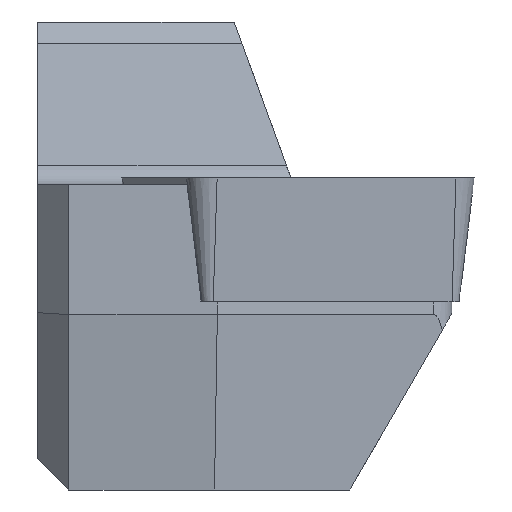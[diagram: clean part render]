
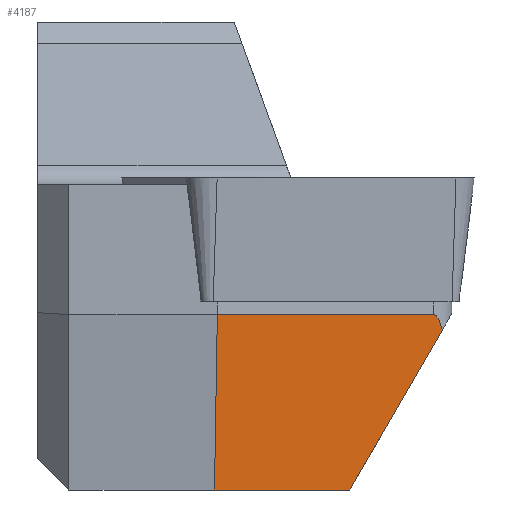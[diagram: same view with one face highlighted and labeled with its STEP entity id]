
A CAD part, left-side view. The second image highlights one B-rep face of the part: STEP entity #4187.
In plain terms, the highlighted planar face has unit normal (-0.959, -0.257, -0.122).
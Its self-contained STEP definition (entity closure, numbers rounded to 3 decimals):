
#237 = DIRECTION ( 'NONE',  ( -0.122, -0.016, 0.992 ) ) ;
#467 = CARTESIAN_POINT ( 'NONE',  ( 1.09, -5.668, -10. ) ) ;
#670 = DIRECTION ( 'NONE',  ( -0.024, 0.5, -0.866 ) ) ;
#710 = VECTOR ( 'NONE', #237, 1000. ) ;
#818 = ORIENTED_EDGE ( 'NONE', *, *, #4167, .T. ) ;
#890 = LINE ( 'NONE', #1885, #2373 ) ;
#943 = ORIENTED_EDGE ( 'NONE', *, *, #3556, .F. ) ;
#982 = CARTESIAN_POINT ( 'NONE',  ( 2.394, -12.967, -4.872 ) ) ;
#1105 = CARTESIAN_POINT ( 'NONE',  ( 2.257, -12.688, -4.377 ) ) ;
#1377 = ORIENTED_EDGE ( 'NONE', *, *, #3563, .T. ) ;
#1383 = AXIS2_PLACEMENT_3D ( 'NONE', #1919, #2268, #3737 ) ;
#1387 = ORIENTED_EDGE ( 'NONE', *, *, #4316, .T. ) ;
#1391 = EDGE_LOOP ( 'NONE', ( #943, #1377, #1387, #3398, #818 ) ) ;
#1399 = CARTESIAN_POINT ( 'NONE',  ( 2.326, -11.534, -7.355 ) ) ;
#1633 = LINE ( 'NONE', #2322, #710 ) ;
#1885 = CARTESIAN_POINT ( 'NONE',  ( 1.065, -5.574, -10. ) ) ;
#1919 = CARTESIAN_POINT ( 'NONE',  ( 0.35, -5.766, -3.97 ) ) ;
#2157 = FACE_OUTER_BOUND ( 'NONE', #1391, .T. ) ;
#2259 = EDGE_CURVE ( 'NONE', #3928, #2914, #1633, .T. ) ;
#2268 = DIRECTION ( 'NONE',  ( 0.959, 0.257, 0.122 ) ) ;
#2322 = CARTESIAN_POINT ( 'NONE',  ( 0.361, -5.764, -4.062 ) ) ;
#2373 = VECTOR ( 'NONE', #3332, 1000. ) ;
#2410 = VERTEX_POINT ( 'NONE', #982 ) ;
#2792 = CARTESIAN_POINT ( 'NONE',  ( 0.4, -5.759, -4.377 ) ) ;
#2834 = LINE ( 'NONE', #2792, #3050 ) ;
#2914 = VERTEX_POINT ( 'NONE', #3264 ) ;
#2948 = PLANE ( 'NONE',  #1383 ) ;
#2996 = VECTOR ( 'NONE', #670, 1000. ) ;
#3050 = VECTOR ( 'NONE', #3829, 1000. ) ;
#3107 = CARTESIAN_POINT ( 'NONE',  ( 2.394, -12.967, -4.872 ) ) ;
#3261 = VERTEX_POINT ( 'NONE', #1105 ) ;
#3264 = CARTESIAN_POINT ( 'NONE',  ( 0.4, -5.759, -4.377 ) ) ;
#3332 = DIRECTION ( 'NONE',  ( 0.259, -0.966, 0. ) ) ;
#3398 = ORIENTED_EDGE ( 'NONE', *, *, #2259, .F. ) ;
#3500 = LINE ( 'NONE', #1399, #2996 ) ;
#3556 = EDGE_CURVE ( 'NONE', #2410, #4096, #3500, .T. ) ;
#3563 = EDGE_CURVE ( 'NONE', #2410, #3261, #3681, .T. ) ;
#3681 =( BOUNDED_CURVE ( )  B_SPLINE_CURVE ( 3, ( #3107, #3822, #3864, #3837 ),
 .UNSPECIFIED., .F., .T. ) 
 B_SPLINE_CURVE_WITH_KNOTS ( ( 4, 4 ),
 ( 2.749, 3.142 ),
 .UNSPECIFIED. ) 
 CURVE ( )  GEOMETRIC_REPRESENTATION_ITEM ( )  RATIONAL_B_SPLINE_CURVE ( ( 1., 0.987, 0.987, 1. ) ) 
 REPRESENTATION_ITEM ( '' )  );
#3737 = DIRECTION ( 'NONE',  ( -0.259, 0.966, 0. ) ) ;
#3822 = CARTESIAN_POINT ( 'NONE',  ( 2.33, -12.884, -4.544 ) ) ;
#3829 = DIRECTION ( 'NONE',  ( -0.259, 0.966, 0. ) ) ;
#3837 = CARTESIAN_POINT ( 'NONE',  ( 2.257, -12.688, -4.377 ) ) ;
#3864 = CARTESIAN_POINT ( 'NONE',  ( 2.284, -12.789, -4.377 ) ) ;
#3928 = VERTEX_POINT ( 'NONE', #467 ) ;
#4019 = CARTESIAN_POINT ( 'NONE',  ( 2.253, -10.007, -10. ) ) ;
#4096 = VERTEX_POINT ( 'NONE', #4019 ) ;
#4167 = EDGE_CURVE ( 'NONE', #3928, #4096, #890, .T. ) ;
#4187 = ADVANCED_FACE ( 'NONE', ( #2157 ), #2948, .F. ) ;
#4316 = EDGE_CURVE ( 'NONE', #3261, #2914, #2834, .T. ) ;
